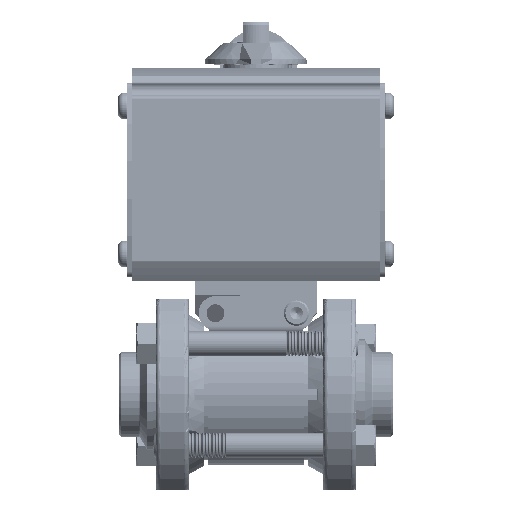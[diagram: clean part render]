
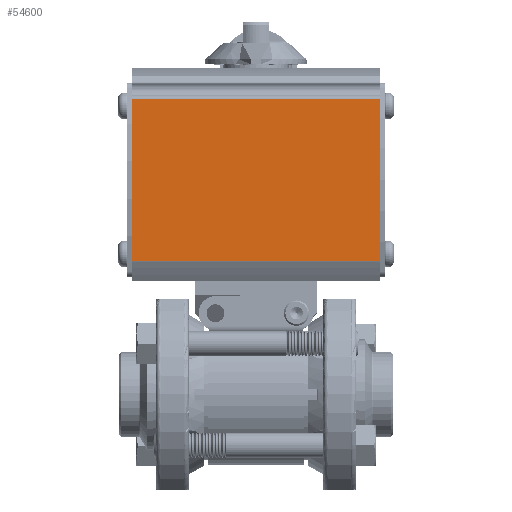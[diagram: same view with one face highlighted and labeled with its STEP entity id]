
A CAD part, top view. The second image highlights one B-rep face of the part: STEP entity #54600.
In plain terms, the highlighted planar face has unit normal (0, 0, 1).
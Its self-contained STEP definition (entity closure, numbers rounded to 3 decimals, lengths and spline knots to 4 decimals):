
#6001 = DIRECTION ( 'NONE',  ( 1., 0., 0. ) ) ;
#6132 = VECTOR ( 'NONE', #6001, 39.3701 ) ;
#10722 = DIRECTION ( 'NONE',  ( 0., 0., -1. ) ) ;
#11151 = VECTOR ( 'NONE', #159566, 39.3701 ) ;
#12112 = ORIENTED_EDGE ( 'NONE', *, *, #118509, .T. ) ;
#14872 = VERTEX_POINT ( 'NONE', #20799 ) ;
#17617 = ORIENTED_EDGE ( 'NONE', *, *, #136341, .F. ) ;
#20799 = CARTESIAN_POINT ( 'NONE',  ( -1.5275, 1.6529, 1.17 ) ) ;
#23987 = VERTEX_POINT ( 'NONE', #50280 ) ;
#24383 = PLANE ( 'NONE',  #64183 ) ;
#40997 = CARTESIAN_POINT ( 'NONE',  ( -1.5275, 3.6471, 1.17 ) ) ;
#41020 = CARTESIAN_POINT ( 'NONE',  ( -5.0403, 3.6471, 1.17 ) ) ;
#43431 = EDGE_CURVE ( 'NONE', #23987, #124028, #121633, .T. ) ;
#45495 = CARTESIAN_POINT ( 'NONE',  ( -1.5275, 3.6544, 1.17 ) ) ;
#49578 = FACE_OUTER_BOUND ( 'NONE', #107813, .T. ) ;
#50280 = CARTESIAN_POINT ( 'NONE',  ( 1.5275, 3.6471, 1.17 ) ) ;
#54600 = ADVANCED_FACE ( 'NONE', ( #49578 ), #24383, .F. ) ;
#55323 = DIRECTION ( 'NONE',  ( -1., 0., 0. ) ) ;
#64183 = AXIS2_PLACEMENT_3D ( 'NONE', #95575, #10722, #109765 ) ;
#79430 = VECTOR ( 'NONE', #55323, 39.3701 ) ;
#83776 = VECTOR ( 'NONE', #130372, 39.3701 ) ;
#86722 = VERTEX_POINT ( 'NONE', #40997 ) ;
#95575 = CARTESIAN_POINT ( 'NONE',  ( -5.0403, 3.6544, 1.17 ) ) ;
#102111 = CARTESIAN_POINT ( 'NONE',  ( 1.5275, 1.6529, 1.17 ) ) ;
#107813 = EDGE_LOOP ( 'NONE', ( #167321, #12112, #17617, #164253 ) ) ;
#109765 = DIRECTION ( 'NONE',  ( 0., -1., 0. ) ) ;
#116679 = CARTESIAN_POINT ( 'NONE',  ( 1.5275, 3.6544, 1.17 ) ) ;
#117010 = LINE ( 'NONE', #41020, #79430 ) ;
#118509 = EDGE_CURVE ( 'NONE', #23987, #86722, #117010, .T. ) ;
#121633 = LINE ( 'NONE', #116679, #11151 ) ;
#124028 = VERTEX_POINT ( 'NONE', #102111 ) ;
#127787 = EDGE_CURVE ( 'NONE', #14872, #124028, #156923, .T. ) ;
#130372 = DIRECTION ( 'NONE',  ( 0., 1., 0. ) ) ;
#136341 = EDGE_CURVE ( 'NONE', #14872, #86722, #159160, .T. ) ;
#156923 = LINE ( 'NONE', #175871, #6132 ) ;
#159160 = LINE ( 'NONE', #45495, #83776 ) ;
#159566 = DIRECTION ( 'NONE',  ( 0., -1., 0. ) ) ;
#164253 = ORIENTED_EDGE ( 'NONE', *, *, #127787, .T. ) ;
#167321 = ORIENTED_EDGE ( 'NONE', *, *, #43431, .F. ) ;
#175871 = CARTESIAN_POINT ( 'NONE',  ( -5.0403, 1.6529, 1.17 ) ) ;
